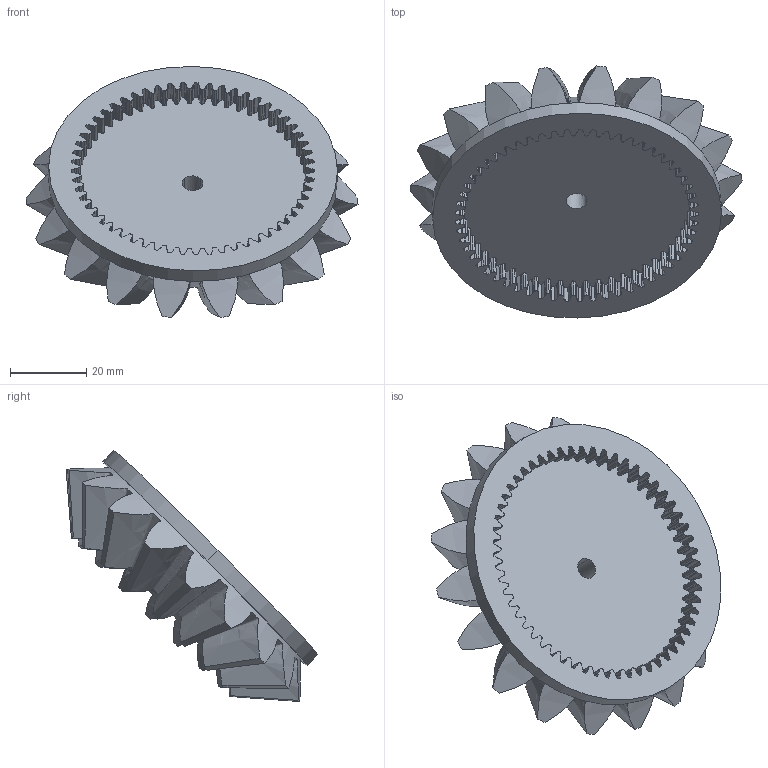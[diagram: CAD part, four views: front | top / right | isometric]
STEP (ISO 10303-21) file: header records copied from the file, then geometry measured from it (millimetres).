
FILE_DESCRIPTION((''),'2;1');
FILE_NAME('SHOULDER_BEVEL_GEAR_P','2021-02-10T17:41:41',('TINH LE'),(''),'CREO PARAMETRIC BY PTC INC, 2020154','CREO PARAMETRIC BY PTC INC, 2020154','');
FILE_SCHEMA(('CONFIG_CONTROL_DESIGN'));
Length unit declared in the file: millimetre
Products named in the file (1): SHOULDER_BEVEL_GEAR_P
Bounding box: 87.34 x 66.23 x 66.03 mm (x, y, z)
Volume: 54125.2 mm3; surface area: 20018.2 mm2
Topology: 1 solids, 1 shells, 618 faces, 1842 edges, 1228 vertices
Faces by surface type: cylinder 403, plane 175, cone 22, bspline 18
Entity records: 25530 total; most frequent: CARTESIAN_POINT 8158, DIRECTION 3848, ORIENTED_EDGE 3684, EDGE_CURVE 1842, AXIS2_PLACEMENT_3D 1446, VERTEX_POINT 1228, VECTOR 956, LINE 956
